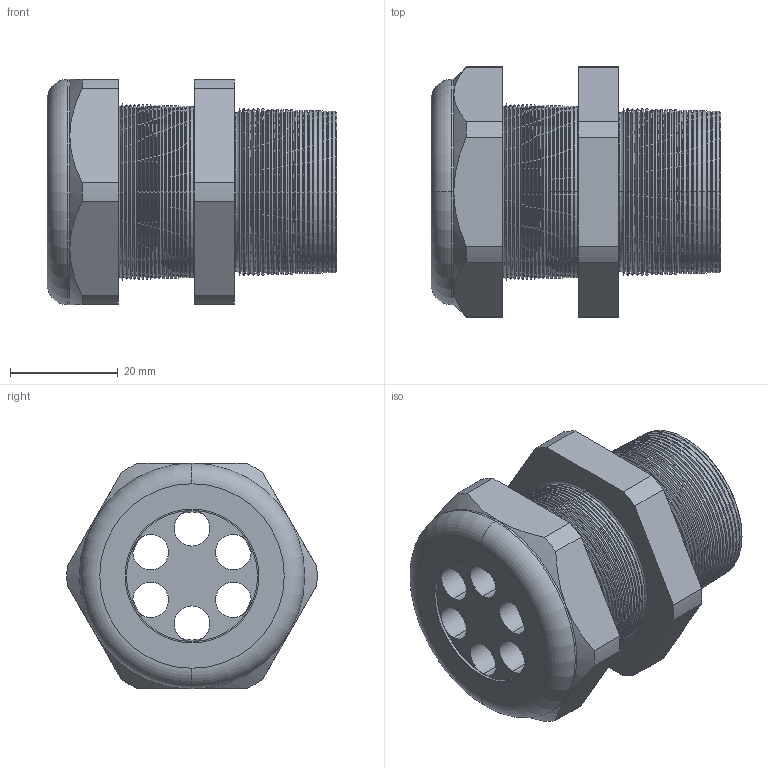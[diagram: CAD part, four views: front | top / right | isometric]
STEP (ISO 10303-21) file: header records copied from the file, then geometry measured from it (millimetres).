
FILE_DESCRIPTION (( 'STEP AP203' ), '1' );
FILE_NAME ('CD29N1-GY.STEP', '2008-11-17T11:01:13', ( 'bay06' ), ( '' ), 'SwSTEP 2.0', 'SolidWorks 2007', '' );
FILE_SCHEMA (( 'CONFIG_CONTROL_DESIGN' ));
Length unit declared in the file: inch
Products named in the file (1): CD29N1-GY
Bounding box: 53.85 x 46.51 x 41.91 mm (x, y, z)
Volume: 33208.3 mm3; surface area: 18528.3 mm2
Topology: 2 solids, 2 shells, 302 faces, 634 edges, 340 vertices
Faces by surface type: cone 244, cylinder 32, plane 20, torus 6
Entity records: 8053 total; most frequent: DIRECTION 1550, CARTESIAN_POINT 1373, ORIENTED_EDGE 1268, EDGE_CURVE 634, AXIS2_PLACEMENT_3D 625, VERTEX_POINT 340, CIRCLE 322, EDGE_LOOP 320
